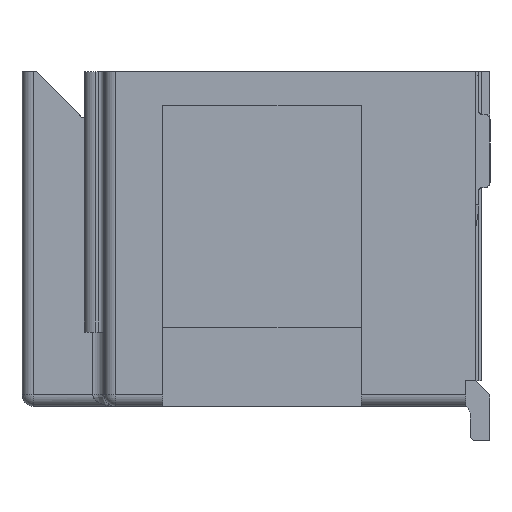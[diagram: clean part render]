
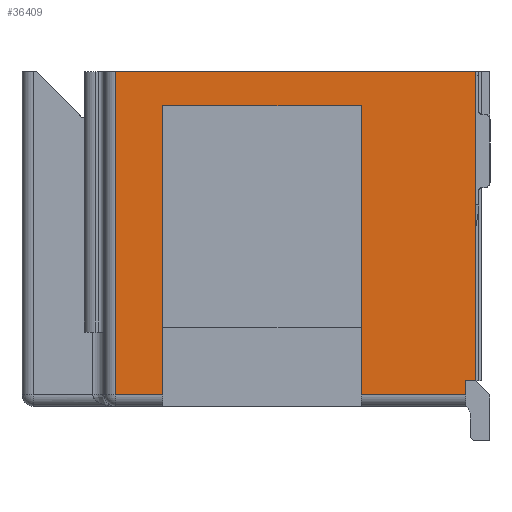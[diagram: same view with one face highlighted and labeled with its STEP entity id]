
A CAD part, left-side view. The second image highlights one B-rep face of the part: STEP entity #36409.
In plain terms, the highlighted planar face has unit normal (-1, 0, 0).
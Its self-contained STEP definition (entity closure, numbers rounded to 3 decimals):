
#9832=DIRECTION('',(0.,-1.,0.));
#9833=VECTOR('',#9832,1.84);
#9834=CARTESIAN_POINT('',(0.,2.17,-5.7));
#9835=LINE('',#9834,#9833);
#9840=DIRECTION('',(0.,0.,-1.));
#9841=VECTOR('',#9840,5.1);
#9842=CARTESIAN_POINT('',(0.,2.17,-0.6));
#9843=LINE('',#9842,#9841);
#9878=DIRECTION('',(0.,0.,1.));
#9879=VECTOR('',#9878,5.1);
#9880=CARTESIAN_POINT('',(0.,5.67,-5.7));
#9881=LINE('',#9880,#9879);
#9899=DIRECTION('',(0.,-1.,0.));
#9900=VECTOR('',#9899,0.83);
#9901=CARTESIAN_POINT('',(0.,6.5,-5.7));
#9902=LINE('',#9901,#9900);
#9968=DIRECTION('',(0.,1.,0.));
#9969=VECTOR('',#9968,0.18);
#9970=CARTESIAN_POINT('',(0.,0.15,-5.45));
#9971=LINE('',#9970,#9969);
#9972=DIRECTION('',(0.,0.,-1.));
#9973=VECTOR('',#9972,0.25);
#9974=CARTESIAN_POINT('',(0.,0.33,-5.45));
#9975=LINE('',#9974,#9973);
#9976=DIRECTION('',(0.,0.,1.));
#9977=VECTOR('',#9976,5.7);
#9978=CARTESIAN_POINT('',(0.,6.5,-5.7));
#9979=LINE('',#9978,#9977);
#9980=DIRECTION('',(0.,-1.,0.));
#9981=VECTOR('',#9980,6.35);
#9982=CARTESIAN_POINT('',(0.,6.5,0.));
#9983=LINE('',#9982,#9981);
#9988=DIRECTION('',(0.,0.,1.));
#9989=VECTOR('',#9988,5.45);
#9990=CARTESIAN_POINT('',(0.,0.15,-5.45));
#9991=LINE('',#9990,#9989);
#10830=DIRECTION('',(0.,-1.,0.));
#10831=VECTOR('',#10830,3.5);
#10832=CARTESIAN_POINT('',(0.,5.67,-0.6));
#10833=LINE('',#10832,#10831);
#16779=CARTESIAN_POINT('',(0.,0.15,-5.45));
#16781=VERTEX_POINT('',#16779);
#18280=CARTESIAN_POINT('',(0.,0.33,-5.45));
#18281=VERTEX_POINT('',#18280);
#18282=CARTESIAN_POINT('',(0.,0.33,-5.7));
#18283=VERTEX_POINT('',#18282);
#18701=CARTESIAN_POINT('',(0.,6.5,0.));
#18702=VERTEX_POINT('',#18701);
#18777=CARTESIAN_POINT('',(0.,6.5,-5.7));
#18778=VERTEX_POINT('',#18777);
#18779=CARTESIAN_POINT('',(0.,0.15,0.));
#18780=VERTEX_POINT('',#18779);
#19024=CARTESIAN_POINT('',(0.,2.17,-5.7));
#19025=VERTEX_POINT('',#19024);
#19028=CARTESIAN_POINT('',(0.,2.17,-0.6));
#19030=VERTEX_POINT('',#19028);
#19046=CARTESIAN_POINT('',(0.,5.67,-5.7));
#19047=VERTEX_POINT('',#19046);
#19048=CARTESIAN_POINT('',(0.,5.67,-0.6));
#19049=VERTEX_POINT('',#19048);
#36390=CARTESIAN_POINT('',(0.,3.325,-2.85));
#36391=DIRECTION('',(1.,0.,0.));
#36392=DIRECTION('',(0.,0.,-1.));
#36393=AXIS2_PLACEMENT_3D('',#36390,#36391,#36392);
#36394=PLANE('',#36393);
#36396=ORIENTED_EDGE('',*,*,#36395,.F.);
#36397=ORIENTED_EDGE('',*,*,#22289,.T.);
#36398=ORIENTED_EDGE('',*,*,#36179,.T.);
#36399=ORIENTED_EDGE('',*,*,#36191,.F.);
#36400=ORIENTED_EDGE('',*,*,#36209,.F.);
#36402=ORIENTED_EDGE('',*,*,#36401,.F.);
#36403=ORIENTED_EDGE('',*,*,#36254,.F.);
#36404=ORIENTED_EDGE('',*,*,#36274,.F.);
#36405=ORIENTED_EDGE('',*,*,#36383,.T.);
#36406=ORIENTED_EDGE('',*,*,#24609,.T.);
#36407=EDGE_LOOP('',(#36396,#36397,#36398,#36399,#36400,#36402,#36403,#36404,
#36405,#36406));
#36408=FACE_OUTER_BOUND('',#36407,.F.);
#22289=EDGE_CURVE('',#16781,#18281,#9971,.T.);
#24609=EDGE_CURVE('',#18702,#18780,#9983,.T.);
#36179=EDGE_CURVE('',#18281,#18283,#9975,.T.);
#36191=EDGE_CURVE('',#19025,#18283,#9835,.T.);
#36209=EDGE_CURVE('',#19030,#19025,#9843,.T.);
#36254=EDGE_CURVE('',#19047,#19049,#9881,.T.);
#36274=EDGE_CURVE('',#18778,#19047,#9902,.T.);
#36383=EDGE_CURVE('',#18778,#18702,#9979,.T.);
#36395=EDGE_CURVE('',#16781,#18780,#9991,.T.);
#36401=EDGE_CURVE('',#19049,#19030,#10833,.T.);
#36409=ADVANCED_FACE('',(#36408),#36394,.F.);
